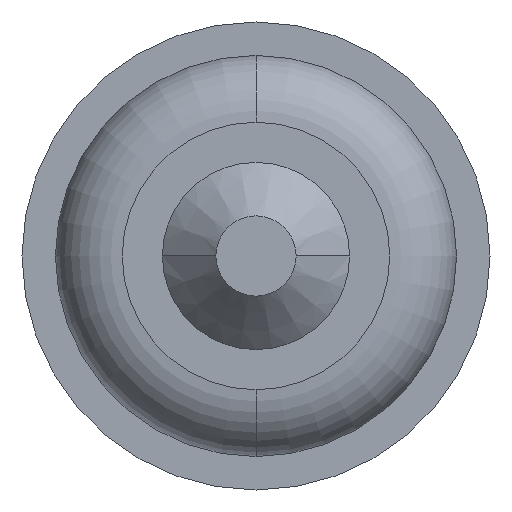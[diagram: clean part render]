
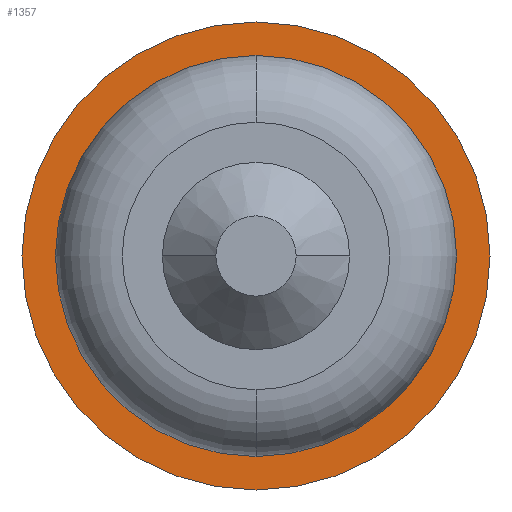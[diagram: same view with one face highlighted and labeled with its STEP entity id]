
A CAD part, front view. The second image highlights one B-rep face of the part: STEP entity #1357.
In plain terms, the highlighted planar face has unit normal (0, -1, 0).
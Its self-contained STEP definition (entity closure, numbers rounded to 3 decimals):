
#46 = EDGE_CURVE ( 'Defeature ausgef�hrt1_59+Defeature ausgef�hrt1_60+Defeature ausgef�hrt1_60+Defeature ausgef�hrt1_60', #4286, #916, #4308, .T. ) ;
#94 = DIRECTION ( 'NONE',  ( 0., 0., -1. ) ) ;
#374 = CARTESIAN_POINT ( 'NONE',  ( 0., 17., 0. ) ) ;
#426 = CARTESIAN_POINT ( 'NONE',  ( 0., 17., 0. ) ) ;
#501 = DIRECTION ( 'NONE',  ( 0., -1., 0. ) ) ;
#588 = AXIS2_PLACEMENT_3D ( 'NONE', #2507, #501, #94 ) ;
#683 = ORIENTED_EDGE ( 'NONE', *, *, #4564, .F. ) ;
#916 = VERTEX_POINT ( 'NONE', #1016 ) ;
#1016 = CARTESIAN_POINT ( 'NONE',  ( 0., 17., -1.75 ) ) ;
#1357 = ADVANCED_FACE ( 'Defeature ausgef�hrt1_59', ( #3056, #3264 ), #5071, .T. ) ;
#1613 = CARTESIAN_POINT ( 'NONE',  ( 0., 17., 0. ) ) ;
#1657 = CIRCLE ( 'NONE', #588, 1.5 ) ;
#1673 = VERTEX_POINT ( 'NONE', #2798 ) ;
#1765 = ORIENTED_EDGE ( 'NONE', *, *, #4929, .T. ) ;
#1901 = DIRECTION ( 'NONE',  ( 0., -1., 0. ) ) ;
#1912 = AXIS2_PLACEMENT_3D ( 'NONE', #374, #4829, #3232 ) ;
#2004 = DIRECTION ( 'NONE',  ( 0., 0., -1. ) ) ;
#2262 = AXIS2_PLACEMENT_3D ( 'NONE', #426, #4489, #4839 ) ;
#2412 = VERTEX_POINT ( 'NONE', #3901 ) ;
#2507 = CARTESIAN_POINT ( 'NONE',  ( 0., 17., 0. ) ) ;
#2528 = CIRCLE ( 'NONE', #4305, 1.75 ) ;
#2798 = CARTESIAN_POINT ( 'NONE',  ( 0., 17., 1.5 ) ) ;
#2851 = CIRCLE ( 'NONE', #2262, 1.5 ) ;
#2876 = AXIS2_PLACEMENT_3D ( 'NONE', #5154, #1901, #2004 ) ;
#2932 = CARTESIAN_POINT ( 'NONE',  ( 0., 17., 1.75 ) ) ;
#3056 = FACE_OUTER_BOUND ( 'NONE', #3926, .T. ) ;
#3193 = DIRECTION ( 'NONE',  ( 0., 0., -1. ) ) ;
#3232 = DIRECTION ( 'NONE',  ( 0., 0., -1. ) ) ;
#3264 = FACE_BOUND ( 'NONE', #3826, .T. ) ;
#3406 = ORIENTED_EDGE ( 'NONE', *, *, #3511, .F. ) ;
#3511 = EDGE_CURVE ( 'Defeature ausgef�hrt1_58+Defeature ausgef�hrt1_59+Defeature ausgef�hrt1_59+Defeature ausgef�hrt1_59', #1673, #2412, #2851, .T. ) ;
#3826 = EDGE_LOOP ( 'NONE', ( #683, #3406 ) ) ;
#3901 = CARTESIAN_POINT ( 'NONE',  ( 0., 17., -1.5 ) ) ;
#3926 = EDGE_LOOP ( 'NONE', ( #1765, #4173 ) ) ;
#4042 = DIRECTION ( 'NONE',  ( 0., -1., 0. ) ) ;
#4173 = ORIENTED_EDGE ( 'NONE', *, *, #46, .T. ) ;
#4286 = VERTEX_POINT ( 'NONE', #2932 ) ;
#4305 = AXIS2_PLACEMENT_3D ( 'NONE', #1613, #4042, #3193 ) ;
#4308 = CIRCLE ( 'NONE', #1912, 1.75 ) ;
#4489 = DIRECTION ( 'NONE',  ( 0., -1., 0. ) ) ;
#4564 = EDGE_CURVE ( 'Defeature ausgef�hrt1_58+Defeature ausgef�hrt1_59+Defeature ausgef�hrt1_59+Defeature ausgef�hrt1_59', #2412, #1673, #1657, .T. ) ;
#4829 = DIRECTION ( 'NONE',  ( 0., -1., 0. ) ) ;
#4839 = DIRECTION ( 'NONE',  ( 0., 0., -1. ) ) ;
#4929 = EDGE_CURVE ( 'Defeature ausgef�hrt1_59+Defeature ausgef�hrt1_60+Defeature ausgef�hrt1_60+Defeature ausgef�hrt1_60', #916, #4286, #2528, .T. ) ;
#5071 = PLANE ( 'NONE',  #2876 ) ;
#5154 = CARTESIAN_POINT ( 'NONE',  ( 1.5, 17., 0. ) ) ;
